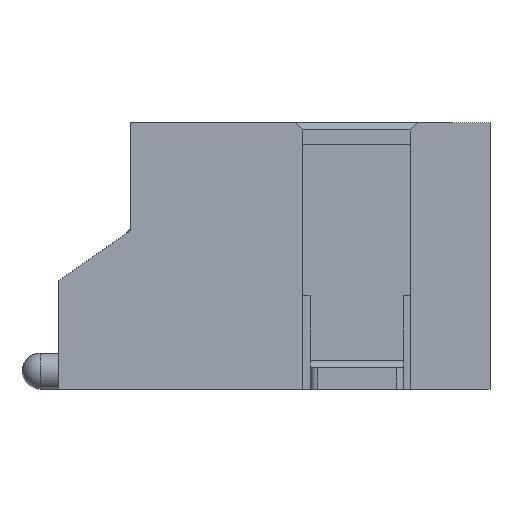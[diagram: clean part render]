
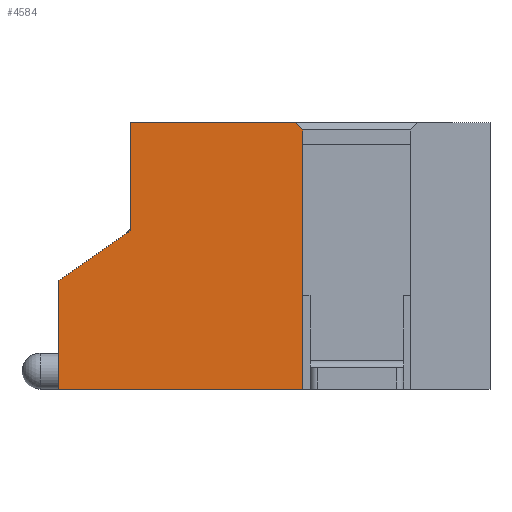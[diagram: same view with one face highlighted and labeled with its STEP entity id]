
A CAD part, front view. The second image highlights one B-rep face of the part: STEP entity #4584.
In plain terms, the highlighted planar face has unit normal (0, -1, 0).
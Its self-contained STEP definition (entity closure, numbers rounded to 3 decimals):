
#105=PLANE('',#5017);
#403=FACE_OUTER_BOUND('',#657,.T.);
#657=EDGE_LOOP('',(#3755,#3756,#3757,#3758,#3759,#3760,#3761));
#882=LINE('',#7309,#1352);
#936=LINE('',#7416,#1406);
#1009=LINE('',#7583,#1479);
#1018=LINE('',#7600,#1488);
#1037=LINE('',#7636,#1507);
#1038=LINE('',#7639,#1508);
#1039=LINE('',#7640,#1509);
#1352=VECTOR('',#5768,10.);
#1406=VECTOR('',#5850,10.);
#1479=VECTOR('',#5989,10.);
#1488=VECTOR('',#6002,10.);
#1507=VECTOR('',#6039,10.);
#1508=VECTOR('',#6042,10.);
#1509=VECTOR('',#6043,10.);
#2066=VERTEX_POINT('',#7306);
#2067=VERTEX_POINT('',#7308);
#2106=VERTEX_POINT('',#7414);
#2166=VERTEX_POINT('',#7580);
#2167=VERTEX_POINT('',#7582);
#2173=VERTEX_POINT('',#7599);
#2182=VERTEX_POINT('',#7638);
#2582=EDGE_CURVE('',#2066,#2067,#882,.T.);
#2636=EDGE_CURVE('',#2066,#2106,#936,.T.);
#2719=EDGE_CURVE('',#2167,#2166,#1009,.T.);
#2728=EDGE_CURVE('',#2067,#2173,#1018,.T.);
#2747=EDGE_CURVE('',#2166,#2173,#1037,.T.);
#2748=EDGE_CURVE('',#2106,#2182,#1038,.T.);
#2749=EDGE_CURVE('',#2182,#2167,#1039,.T.);
#3755=ORIENTED_EDGE('',*,*,#2728,.F.);
#3756=ORIENTED_EDGE('',*,*,#2582,.F.);
#3757=ORIENTED_EDGE('',*,*,#2636,.T.);
#3758=ORIENTED_EDGE('',*,*,#2748,.T.);
#3759=ORIENTED_EDGE('',*,*,#2749,.T.);
#3760=ORIENTED_EDGE('',*,*,#2719,.T.);
#3761=ORIENTED_EDGE('',*,*,#2747,.T.);
#4584=ADVANCED_FACE('',(#403),#105,.T.);
#5017=AXIS2_PLACEMENT_3D('',#7637,#6040,#6041);
#5768=DIRECTION('',(1.,0.,0.));
#5850=DIRECTION('',(0.,0.,-1.));
#5989=DIRECTION('',(1.,0.,0.));
#6002=DIRECTION('',(0.707,0.,-0.707));
#6039=DIRECTION('',(0.,0.,1.));
#6040=DIRECTION('center_axis',(0.,-1.,0.));
#6041=DIRECTION('ref_axis',(0.,0.,-1.));
#6042=DIRECTION('',(-0.819,0.,-0.573));
#6043=DIRECTION('',(0.,0.,-1.));
#7306=CARTESIAN_POINT('',(0.75,-2.25,3.7));
#7308=CARTESIAN_POINT('',(3.05,-2.25,3.7));
#7309=CARTESIAN_POINT('',(0.75,-2.25,3.7));
#7414=CARTESIAN_POINT('',(0.75,-2.25,2.2));
#7416=CARTESIAN_POINT('',(0.75,-2.25,3.7));
#7580=CARTESIAN_POINT('',(3.15,-2.25,0.));
#7582=CARTESIAN_POINT('',(-0.25,-2.25,0.));
#7583=CARTESIAN_POINT('',(0.75,-2.25,0.));
#7599=CARTESIAN_POINT('',(3.15,-2.25,3.6));
#7600=CARTESIAN_POINT('',(2.5,-2.25,4.25));
#7636=CARTESIAN_POINT('',(3.15,-2.25,1.85));
#7637=CARTESIAN_POINT('Origin',(0.75,-2.25,3.7));
#7638=CARTESIAN_POINT('',(-0.25,-2.25,1.5));
#7639=CARTESIAN_POINT('',(0.75,-2.25,2.2));
#7640=CARTESIAN_POINT('',(-0.25,-2.25,1.5));
